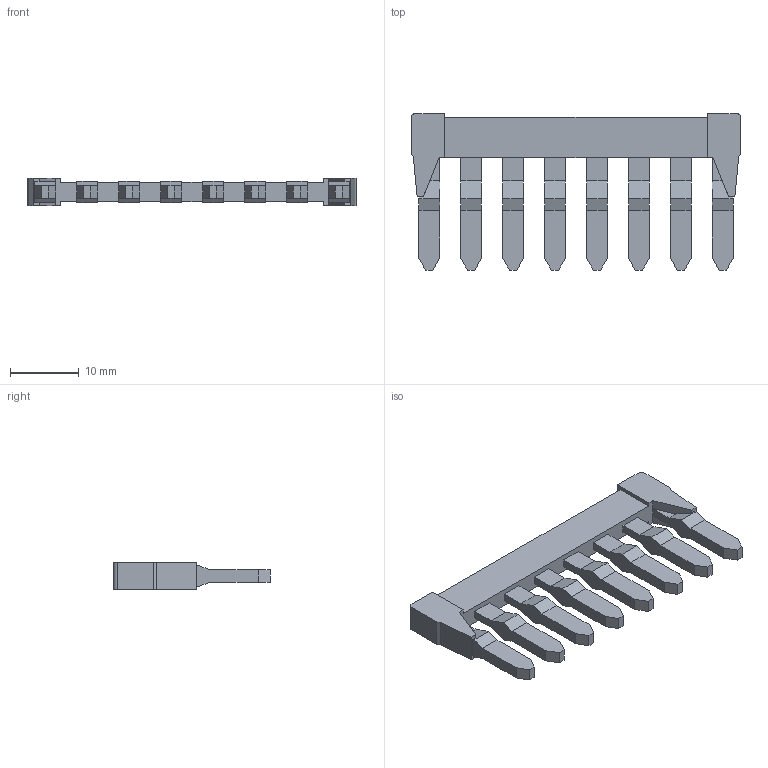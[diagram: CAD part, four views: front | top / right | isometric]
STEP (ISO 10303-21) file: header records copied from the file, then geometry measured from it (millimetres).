
FILE_DESCRIPTION((''),'2;1');
FILE_NAME('17217_SQI_4_8','2023-02-10T',('Andreas Nolte'),(''),'CREO PARAMETRIC BY PTC INC, 2017300','CREO PARAMETRIC BY PTC INC, 2017300','');
FILE_SCHEMA(('CONFIG_CONTROL_DESIGN'));
Length unit declared in the file: millimetre
Products named in the file (1): 17217_SQI_4_8
Bounding box: 47.9 x 22.78 x 4 mm (x, y, z)
Volume: 1637 mm3; surface area: 2217.8 mm2
Topology: 1 solids, 1 shells, 130 faces, 366 edges, 244 vertices
Faces by surface type: plane 128, cylinder 2
Entity records: 4194 total; most frequent: CARTESIAN_POINT 740, ORIENTED_EDGE 732, DIRECTION 630, EDGE_CURVE 366, VECTOR 362, LINE 362, VERTEX_POINT 244, EDGE_LOOP 136
